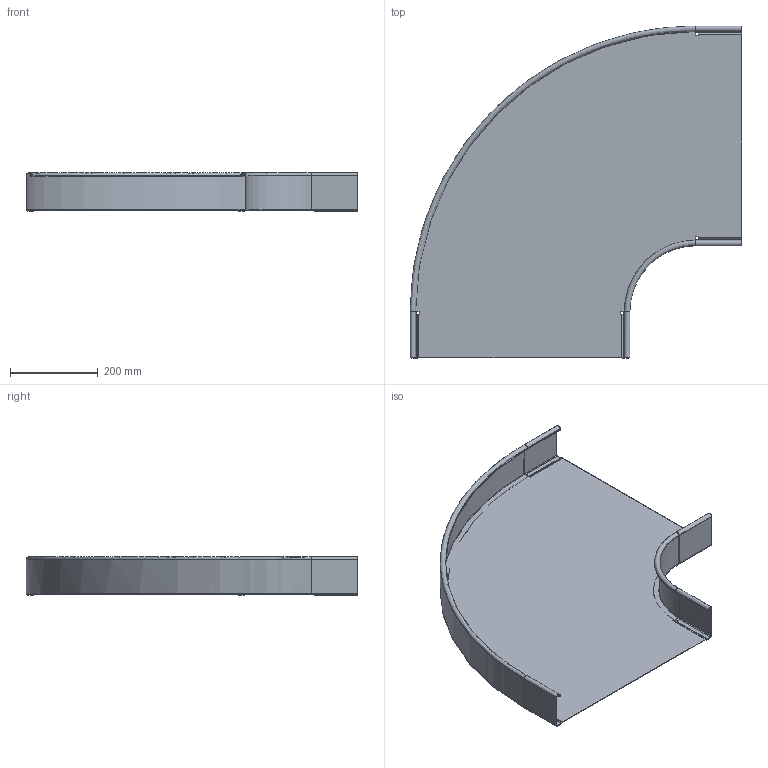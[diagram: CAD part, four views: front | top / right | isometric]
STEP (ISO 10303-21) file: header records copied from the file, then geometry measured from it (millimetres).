
FILE_DESCRIPTION(/* description */ (''),/* implementation_level */ '2;1');
FILE_NAME(/* name */ '7126514',/* time_stamp */ '2016-05-09T10:08:17+02:00',/* author */ (''),/* organization */ (''),/* preprocessor_version */ 'ST-DEVELOPER v15',/* originating_system */ '',/* authorisation */ '');
FILE_SCHEMA (('CONFIG_CONTROL_DESIGN'));
Length unit declared in the file: millimetre
Products named in the file (2): Document; 7126514
Assembly tree (1 placements, depth 2):
  Document
    7126514
Bounding box: 755 x 755 x 87 mm (x, y, z)
Volume: 859786.9 mm3; surface area: 1218381.5 mm2
Topology: 3 solids, 3 shells, 95 faces, 251 edges, 162 vertices
Faces by surface type: plane 67, bspline 28
Entity records: 3617 total; most frequent: CARTESIAN_POINT 1838, ORIENTED_EDGE 502, EDGE_CURVE 251, B_SPLINE_CURVE_WITH_KNOTS 190, VERTEX_POINT 162, ADVANCED_FACE 95, FACE_OUTER_BOUND 95, EDGE_LOOP 95
